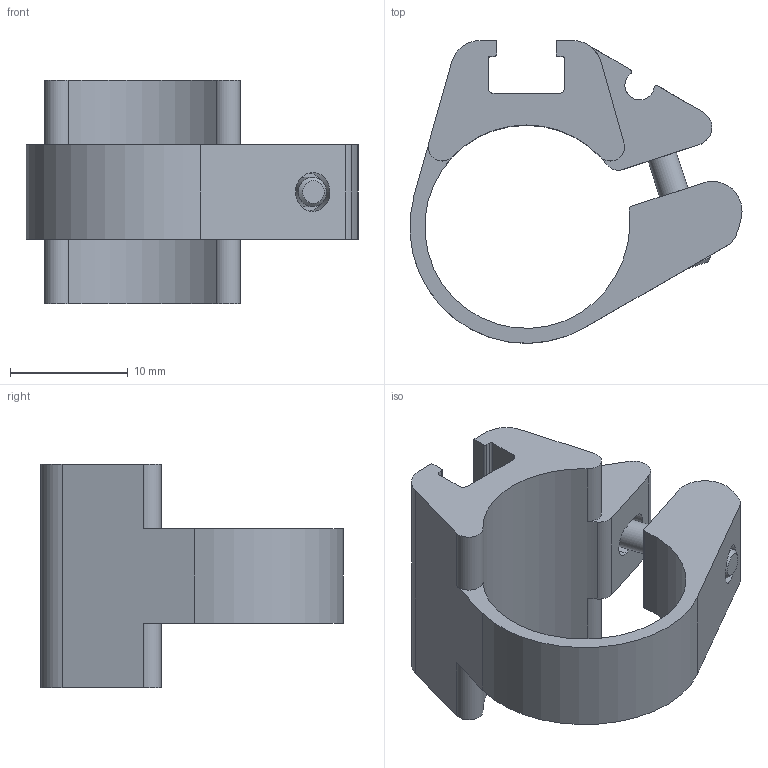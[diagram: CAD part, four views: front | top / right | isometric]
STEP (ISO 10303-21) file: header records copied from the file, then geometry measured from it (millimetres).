
FILE_DESCRIPTION( ( 'STEP AP214' ), ' ' );
FILE_NAME( '175094_SMBR-8-16.stp', '2018-03-29T07:54:23', ( '' ), ( '' ), ' ', 'PARTsolutions', ' ' );
FILE_SCHEMA( ( 'AUTOMOTIVE_DESIGN { 1 0 10303 214 1 1 1 1 }' ) );
Length unit declared in the file: millimetre
Products named in the file (1): _175094 SMBR-8-16
Bounding box: 28.18 x 25.7 x 19 mm (x, y, z)
Volume: 2801.2 mm3; surface area: 2698.6 mm2
Topology: 1 solids, 1 shells, 78 faces, 215 edges, 143 vertices
Faces by surface type: plane 40, cylinder 35, cone 3
Full cylindrical faces by diameter (mm): 2.5 x1, 2.7 x1, 3.3 x1
Entity records: 3211 total; most frequent: CARTESIAN_POINT 549, DIRECTION 436, ORIENTED_EDGE 414, EDGE_CURVE 207, AXIS2_PLACEMENT_3D 163, VERTEX_POINT 141, LINE 110, VECTOR 110
